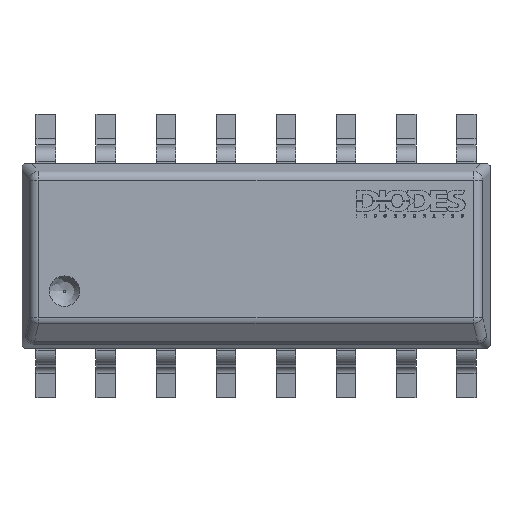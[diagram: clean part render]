
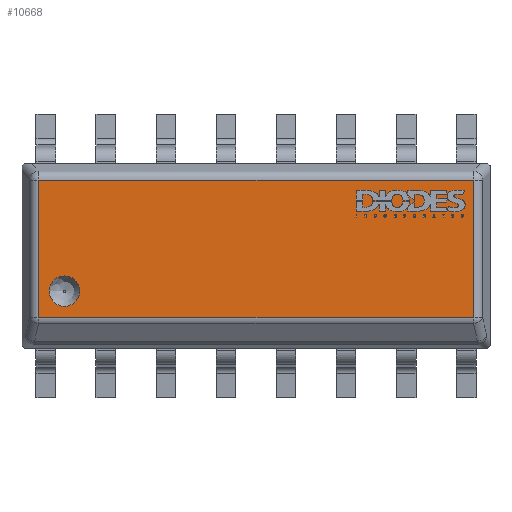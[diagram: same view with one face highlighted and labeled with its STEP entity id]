
A CAD part, top view. The second image highlights one B-rep face of the part: STEP entity #10668.
In plain terms, the highlighted planar face has unit normal (0, 0, 1).
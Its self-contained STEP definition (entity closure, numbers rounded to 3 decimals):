
#632=FACE_BOUND('',#3924,.T.);
#698=LINE('',#14451,#1778);
#700=LINE('',#14454,#1780);
#702=LINE('',#14457,#1782);
#704=LINE('',#14460,#1784);
#1778=VECTOR('',#12108,9.202);
#1780=VECTOR('',#12112,2.909);
#1782=VECTOR('',#12116,9.202);
#1784=VECTOR('',#12120,2.909);
#2932=PLANE('',#11372);
#3305=FACE_OUTER_BOUND('',#3923,.T.);
#3923=EDGE_LOOP('',(#7550,#7551,#7552,#7553));
#3924=EDGE_LOOP('',(#7554,#7555));
#4517=CIRCLE('',#11280,0.321);
#4518=CIRCLE('',#11281,0.321);
#4682=VERTEX_POINT('',#14277);
#4683=VERTEX_POINT('',#14278);
#4728=VERTEX_POINT('',#14417);
#4731=VERTEX_POINT('',#14424);
#4733=VERTEX_POINT('',#14429);
#4736=VERTEX_POINT('',#14439);
#5755=EDGE_CURVE('',#4682,#4683,#4517,.T.);
#5756=EDGE_CURVE('',#4683,#4682,#4518,.T.);
#5840=EDGE_CURVE('',#4731,#4736,#698,.T.);
#5842=EDGE_CURVE('',#4736,#4733,#700,.T.);
#5844=EDGE_CURVE('',#4733,#4728,#702,.T.);
#5846=EDGE_CURVE('',#4728,#4731,#704,.T.);
#7550=ORIENTED_EDGE('',*,*,#5840,.F.);
#7551=ORIENTED_EDGE('',*,*,#5846,.F.);
#7552=ORIENTED_EDGE('',*,*,#5844,.F.);
#7553=ORIENTED_EDGE('',*,*,#5842,.F.);
#7554=ORIENTED_EDGE('',*,*,#5755,.T.);
#7555=ORIENTED_EDGE('',*,*,#5756,.T.);
#10668=ADVANCED_FACE('',(#3305,#632),#2932,.T.);
#11280=AXIS2_PLACEMENT_3D('',#14279,#11911,#11912);
#11281=AXIS2_PLACEMENT_3D('',#14280,#11913,#11914);
#11372=AXIS2_PLACEMENT_3D('',#14473,#12139,#12140);
#11911=DIRECTION('center_axis',(0.,0.,-1.));
#11912=DIRECTION('ref_axis',(-1.,0.,0.));
#11913=DIRECTION('center_axis',(0.,0.,-1.));
#11914=DIRECTION('ref_axis',(-1.,0.,0.));
#12108=DIRECTION('',(1.,0.,0.));
#12112=DIRECTION('',(0.,-1.,0.));
#12116=DIRECTION('',(-1.,0.,0.));
#12120=DIRECTION('',(0.,1.,0.));
#12139=DIRECTION('center_axis',(0.,0.,1.));
#12140=DIRECTION('ref_axis',(1.,0.,0.));
#14277=CARTESIAN_POINT('',(-3.731,-0.746,1.575));
#14278=CARTESIAN_POINT('',(-4.373,-0.746,1.575));
#14279=CARTESIAN_POINT('Origin',(-4.052,-0.746,1.575));
#14280=CARTESIAN_POINT('Origin',(-4.052,-0.746,1.575));
#14417=CARTESIAN_POINT('',(-4.601,-1.309,1.575));
#14424=CARTESIAN_POINT('',(-4.601,1.601,1.575));
#14429=CARTESIAN_POINT('',(4.601,-1.309,1.575));
#14439=CARTESIAN_POINT('',(4.601,1.601,1.575));
#14451=CARTESIAN_POINT('',(1.238,1.601,1.575));
#14454=CARTESIAN_POINT('',(4.601,-0.487,1.575));
#14457=CARTESIAN_POINT('',(-0.619,-1.309,1.575));
#14460=CARTESIAN_POINT('',(-4.601,0.488,1.575));
#14473=CARTESIAN_POINT('Origin',(0.,0.,1.575));
